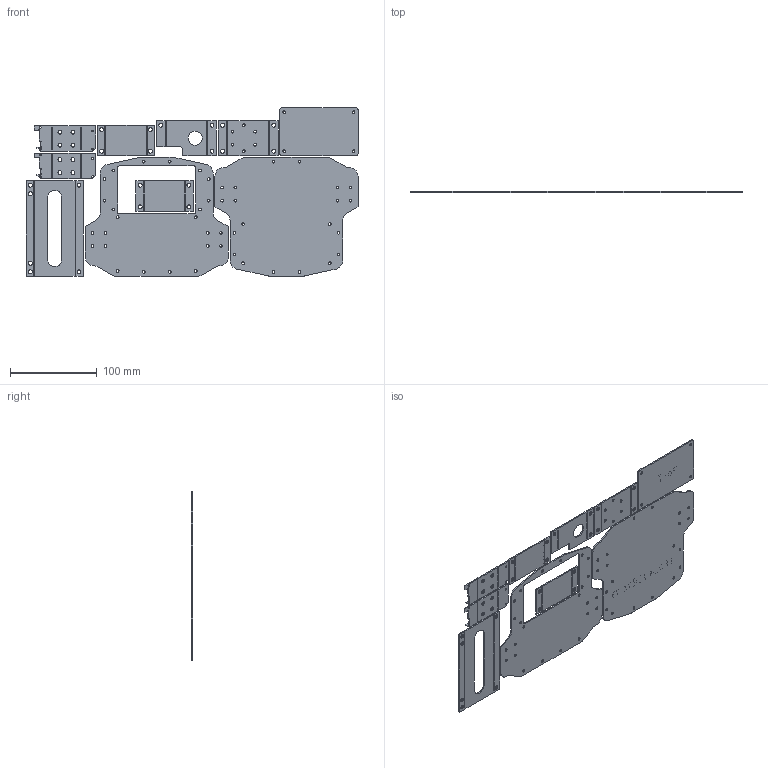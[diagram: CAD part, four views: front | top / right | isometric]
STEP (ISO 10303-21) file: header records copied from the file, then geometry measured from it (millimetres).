
FILE_DESCRIPTION(/* description */ (''),/* implementation_level */ '2;1');
FILE_NAME(/* name */ 'Torso_t1.5_CAM_1.stp',/* time_stamp */ '2025-04-27T00:11:32+09:00',/* author */ ('rei_r'),/* organization */ (''),/* preprocessor_version */ 'ST-DEVELOPER v19.2',/* originating_system */ 'Autodesk Inventor 2023',/* authorisation */ '');
FILE_SCHEMA (('AUTOMOTIVE_DESIGN { 1 0 10303 214 3 1 1 }'));
Length unit declared in the file: millimetre
Products named in the file (10): Torso_t1.5_CAM_1; back_pannel; battery_cover; front_pannel; Under_torso; Li-Po_cover_1; shoulder_base_1; shoulder_base_2; Under_torso_1; Li-Po_cover_2
Assembly tree (10 placements, depth 2):
  Torso_t1.5_CAM_1
    back_pannel
    battery_cover
    front_pannel
    Under_torso
    Li-Po_cover_1
    Li-Po_cover_2  x2
    shoulder_base_1
    shoulder_base_2
    Under_torso_1
Bounding box: 382.77 x 1.5 x 194.1 mm (x, y, z)
Volume: 84133 mm3; surface area: 120206.1 mm2
Topology: 10 solids, 10 shells, 993 faces, 3228 edges, 2080 vertices
Faces by surface type: plane 585, cylinder 358, bspline 50
Full cylindrical faces by diameter (mm): 1.1 x112, 2.1 x8, 3 x4, 3.1 x50, 4.5 x29, 16.2 x1
Entity records: 35214 total; most frequent: CARTESIAN_POINT 6645, DIRECTION 6141, ORIENTED_EDGE 6092, EDGE_CURVE 3046, AXIS2_PLACEMENT_3D 2304, VERTEX_POINT 1964, LINE 1533, VECTOR 1533
